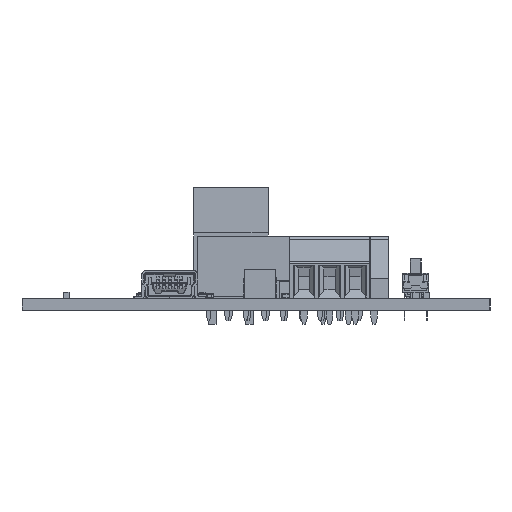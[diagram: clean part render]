
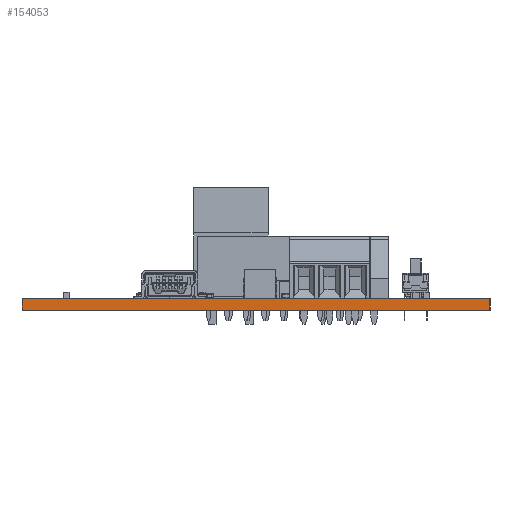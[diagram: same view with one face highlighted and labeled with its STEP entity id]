
A CAD part, left-side view. The second image highlights one B-rep face of the part: STEP entity #154053.
In plain terms, the highlighted planar face has unit normal (-1, 0, 0).
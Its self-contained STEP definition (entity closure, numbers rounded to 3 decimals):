
#6969 = DIRECTION ( 'NONE',  ( 0., 0., 1. ) ) ;
#11852 = CARTESIAN_POINT ( 'NONE',  ( 0., 64., -1.55 ) ) ;
#17103 = CARTESIAN_POINT ( 'NONE',  ( 0., 0., -1.55 ) ) ;
#20593 = CARTESIAN_POINT ( 'NONE',  ( 0., 64., 0. ) ) ;
#25075 = DIRECTION ( 'NONE',  ( 0., 0., 1. ) ) ;
#30944 = VERTEX_POINT ( 'NONE', #67648 ) ;
#35707 = EDGE_CURVE ( 'NONE', #165937, #30944, #250205, .T. ) ;
#48803 = VECTOR ( 'NONE', #274364, 1000. ) ;
#52265 = CARTESIAN_POINT ( 'NONE',  ( 0., 64., -1.55 ) ) ;
#52623 = ORIENTED_EDGE ( 'NONE', *, *, #196197, .T. ) ;
#62774 = ORIENTED_EDGE ( 'NONE', *, *, #69701, .T. ) ;
#65179 = EDGE_CURVE ( 'NONE', #155004, #30944, #158585, .T. ) ;
#67648 = CARTESIAN_POINT ( 'NONE',  ( 0., 0., 0. ) ) ;
#69701 = EDGE_CURVE ( 'NONE', #124247, #165937, #277363, .T. ) ;
#69845 = PLANE ( 'NONE',  #231179 ) ;
#73351 = DIRECTION ( 'NONE',  ( 0., -1., 0. ) ) ;
#108334 = VECTOR ( 'NONE', #73351, 1000. ) ;
#116112 = ORIENTED_EDGE ( 'NONE', *, *, #65179, .F. ) ;
#124247 = VERTEX_POINT ( 'NONE', #52265 ) ;
#130917 = ORIENTED_EDGE ( 'NONE', *, *, #35707, .T. ) ;
#135409 = DIRECTION ( 'NONE',  ( -1., 0., 0. ) ) ;
#154053 = ADVANCED_FACE ( 'NONE', ( #268586 ), #69845, .T. ) ;
#155004 = VERTEX_POINT ( 'NONE', #20593 ) ;
#158585 = LINE ( 'NONE', #180275, #108334 ) ;
#165937 = VERTEX_POINT ( 'NONE', #238553 ) ;
#175013 = CARTESIAN_POINT ( 'NONE',  ( 0., 0., -1.55 ) ) ;
#180275 = CARTESIAN_POINT ( 'NONE',  ( 0., 0., 0. ) ) ;
#183476 = DIRECTION ( 'NONE',  ( 0., 0., -1. ) ) ;
#186164 = VECTOR ( 'NONE', #25075, 1000. ) ;
#196197 = EDGE_CURVE ( 'NONE', #155004, #124247, #203289, .T. ) ;
#203289 = LINE ( 'NONE', #11852, #223506 ) ;
#206078 = EDGE_LOOP ( 'NONE', ( #52623, #62774, #130917, #116112 ) ) ;
#223506 = VECTOR ( 'NONE', #183476, 1000. ) ;
#231179 = AXIS2_PLACEMENT_3D ( 'NONE', #264265, #135409, #6969 ) ;
#238553 = CARTESIAN_POINT ( 'NONE',  ( 0., 0., -1.55 ) ) ;
#250205 = LINE ( 'NONE', #175013, #186164 ) ;
#264265 = CARTESIAN_POINT ( 'NONE',  ( 0., 0., -1.55 ) ) ;
#268586 = FACE_OUTER_BOUND ( 'NONE', #206078, .T. ) ;
#274364 = DIRECTION ( 'NONE',  ( 0., -1., 0. ) ) ;
#277363 = LINE ( 'NONE', #17103, #48803 ) ;
